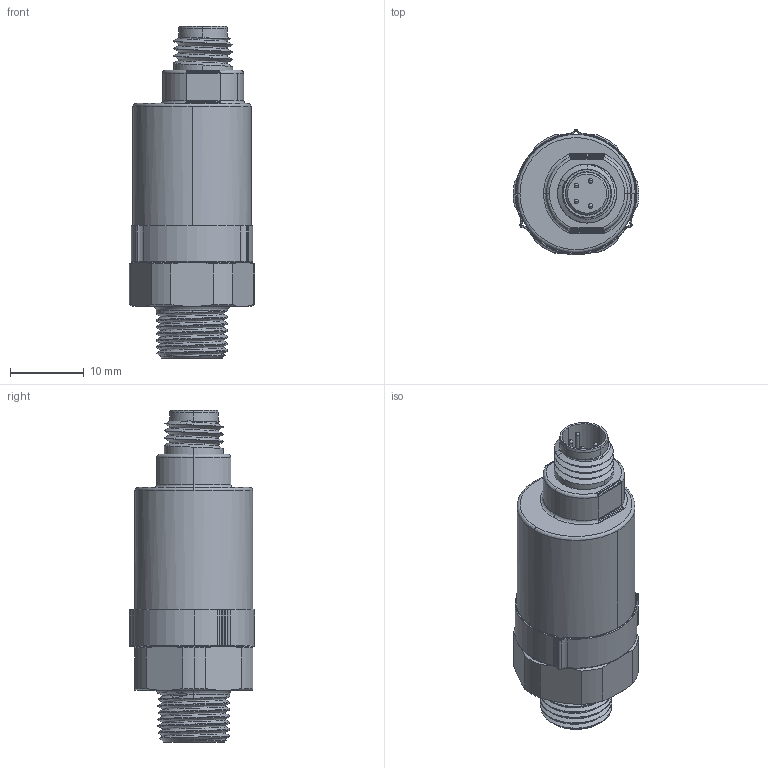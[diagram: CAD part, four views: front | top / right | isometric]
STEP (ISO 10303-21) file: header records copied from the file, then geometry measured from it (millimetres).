
FILE_DESCRIPTION(/* description */ ('Alibre Inc.'),/* implementation_level */ '2;1');
FILE_NAME(/* name */ 'export0',/* time_stamp */ '2013-07-05T11:55:51+02:00',/* author */ (''),/* organization */ (''),/* preprocessor_version */ 'ST-DEVELOPER v14',/* originating_system */ 'Alibre',/* authorisation */ '');
FILE_SCHEMA (('ALIBRE_SCHEMA','CONFIG_CONTROL_DESIGN'));
Length unit declared in the file: millimetre
Products named in the file (2): ID_1
Bounding box: 17 x 16.99 x 45 mm (x, y, z)
Volume: 3905.9 mm3; surface area: 4952.1 mm2
Topology: 2 solids, 3 shells, 405 faces, 1028 edges, 635 vertices
Faces by surface type: cylinder 198, bspline 97, plane 51, cone 49, sphere 8, torus 2
Entity records: 49521 total; most frequent: CARTESIAN_POINT 29485, ORIENTED_EDGE 4092, DIRECTION 3846, EDGE_CURVE 2046, AXIS2_PLACEMENT_3D 1677, VERTEX_POINT 1278, CIRCLE 1054, EDGE_LOOP 860
